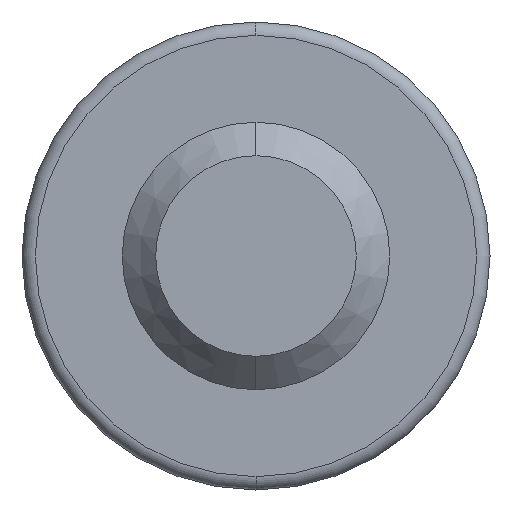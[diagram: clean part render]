
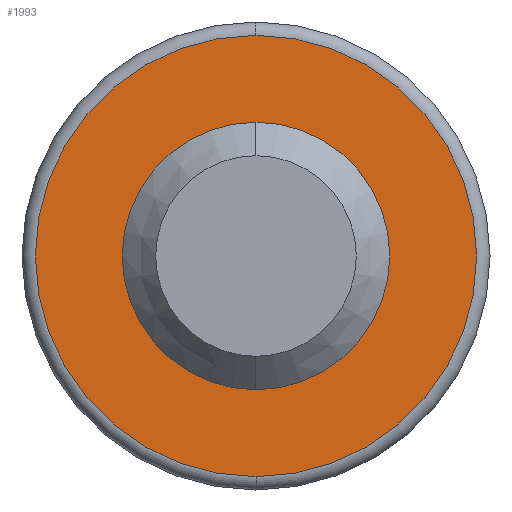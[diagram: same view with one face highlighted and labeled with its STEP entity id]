
A CAD part, left-side view. The second image highlights one B-rep face of the part: STEP entity #1993.
In plain terms, the highlighted planar face has unit normal (-1, 0, 0).
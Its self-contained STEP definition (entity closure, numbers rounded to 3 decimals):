
#13 = DIRECTION ( 'NONE',  ( -1., 0., 0. ) ) ;
#18 = CIRCLE ( 'NONE', #1691, 2. ) ;
#55 = AXIS2_PLACEMENT_3D ( 'NONE', #1744, #574, #1756 ) ;
#62 = CIRCLE ( 'NONE', #904, 2. ) ;
#145 = CARTESIAN_POINT ( 'NONE',  ( 20., 0., 0. ) ) ;
#263 = DIRECTION ( 'NONE',  ( 0., 0., -1. ) ) ;
#302 = DIRECTION ( 'NONE',  ( -1., 0., 0. ) ) ;
#308 = VERTEX_POINT ( 'NONE', #960 ) ;
#423 = DIRECTION ( 'NONE',  ( 1., 0., 0. ) ) ;
#482 = CIRCLE ( 'NONE', #55, 3.3 ) ;
#484 = EDGE_CURVE ( 'NONE', #1726, #2012, #18, .T. ) ;
#574 = DIRECTION ( 'NONE',  ( -1., 0., 0. ) ) ;
#763 = VERTEX_POINT ( 'NONE', #2022 ) ;
#771 = AXIS2_PLACEMENT_3D ( 'NONE', #842, #1105, #263 ) ;
#842 = CARTESIAN_POINT ( 'NONE',  ( 20., 0., 0. ) ) ;
#893 = CARTESIAN_POINT ( 'NONE',  ( 20., 0., 0. ) ) ;
#904 = AXIS2_PLACEMENT_3D ( 'NONE', #145, #302, #1173 ) ;
#916 = ORIENTED_EDGE ( 'NONE', *, *, #1959, .T. ) ;
#933 = DIRECTION ( 'NONE',  ( 0., 0., -1. ) ) ;
#960 = CARTESIAN_POINT ( 'NONE',  ( 20., 0., 3.3 ) ) ;
#1007 = EDGE_CURVE ( 'NONE', #763, #308, #482, .T. ) ;
#1105 = DIRECTION ( 'NONE',  ( -1., 0., 0. ) ) ;
#1129 = ORIENTED_EDGE ( 'NONE', *, *, #1235, .F. ) ;
#1160 = CARTESIAN_POINT ( 'NONE',  ( 20., 0., 2. ) ) ;
#1173 = DIRECTION ( 'NONE',  ( 0., 0., 1. ) ) ;
#1200 = ORIENTED_EDGE ( 'NONE', *, *, #1007, .T. ) ;
#1222 = FACE_BOUND ( 'NONE', #1596, .T. ) ;
#1235 = EDGE_CURVE ( 'NONE', #2012, #1726, #62, .T. ) ;
#1242 = ORIENTED_EDGE ( 'NONE', *, *, #484, .F. ) ;
#1287 = EDGE_LOOP ( 'NONE', ( #1200, #916 ) ) ;
#1293 = CIRCLE ( 'NONE', #771, 3.3 ) ;
#1442 = CARTESIAN_POINT ( 'NONE',  ( 20., 0., -2. ) ) ;
#1596 = EDGE_LOOP ( 'NONE', ( #1242, #1129 ) ) ;
#1640 = CARTESIAN_POINT ( 'NONE',  ( 20., 2., 0. ) ) ;
#1691 = AXIS2_PLACEMENT_3D ( 'NONE', #893, #13, #2079 ) ;
#1726 = VERTEX_POINT ( 'NONE', #1160 ) ;
#1744 = CARTESIAN_POINT ( 'NONE',  ( 20., 0., 0. ) ) ;
#1756 = DIRECTION ( 'NONE',  ( 0., 0., -1. ) ) ;
#1959 = EDGE_CURVE ( 'NONE', #308, #763, #1293, .T. ) ;
#1977 = PLANE ( 'NONE',  #1999 ) ;
#1993 = ADVANCED_FACE ( 'NONE', ( #2020, #1222 ), #1977, .F. ) ;
#1999 = AXIS2_PLACEMENT_3D ( 'NONE', #1640, #423, #933 ) ;
#2012 = VERTEX_POINT ( 'NONE', #1442 ) ;
#2020 = FACE_OUTER_BOUND ( 'NONE', #1287, .T. ) ;
#2022 = CARTESIAN_POINT ( 'NONE',  ( 20., 0., -3.3 ) ) ;
#2079 = DIRECTION ( 'NONE',  ( 0., 0., 1. ) ) ;
